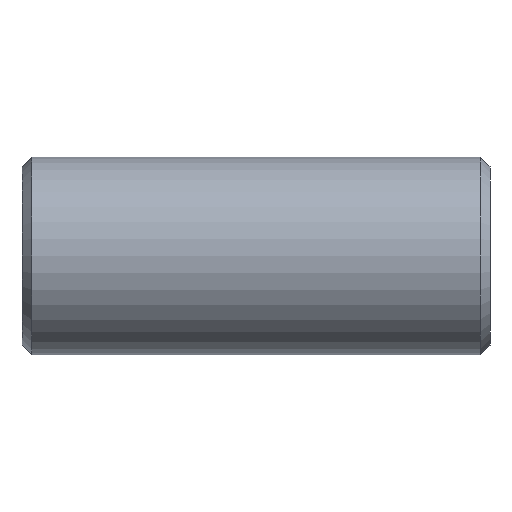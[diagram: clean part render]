
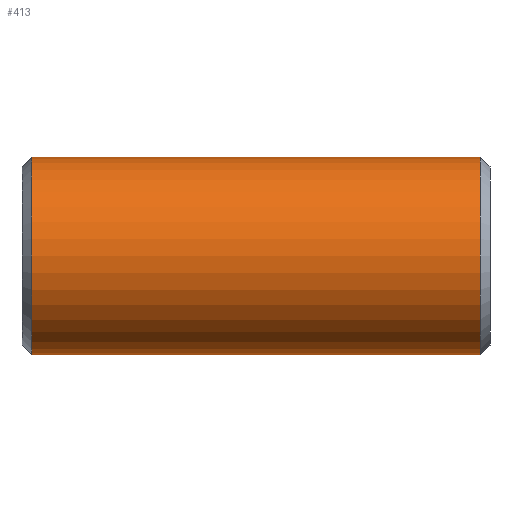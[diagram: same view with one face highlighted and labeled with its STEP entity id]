
A CAD part, front view. The second image highlights one B-rep face of the part: STEP entity #413.
In plain terms, the highlighted cylindrical face has radius 24.13 mm (diameter 48.26 mm), a partial arc.
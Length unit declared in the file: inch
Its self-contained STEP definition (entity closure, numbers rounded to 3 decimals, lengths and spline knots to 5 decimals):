
#19 = CARTESIAN_POINT ( 'NONE',  ( 2.15633, 0., 0.95 ) ) ;
#38 = CARTESIAN_POINT ( 'NONE',  ( 2.25, 0., 0.95 ) ) ;
#39 = VERTEX_POINT ( 'NONE', #180 ) ;
#61 = VECTOR ( 'NONE', #287, 39.37008 ) ;
#63 = DIRECTION ( 'NONE',  ( 1., 0., 0. ) ) ;
#73 = CYLINDRICAL_SURFACE ( 'NONE', #355, 0.95 ) ;
#75 = VECTOR ( 'NONE', #462, 39.37008 ) ;
#82 = FACE_OUTER_BOUND ( 'NONE', #550, .T. ) ;
#84 = VERTEX_POINT ( 'NONE', #133 ) ;
#98 = LINE ( 'NONE', #409, #75 ) ;
#110 = DIRECTION ( 'NONE',  ( 0., 0., 1. ) ) ;
#124 = CARTESIAN_POINT ( 'NONE',  ( 2.25, 0., -0.95 ) ) ;
#133 = CARTESIAN_POINT ( 'NONE',  ( -2.15633, 0., -0.95 ) ) ;
#163 = DIRECTION ( 'NONE',  ( 0., 0., 1. ) ) ;
#164 = ORIENTED_EDGE ( 'NONE', *, *, #212, .T. ) ;
#165 = CARTESIAN_POINT ( 'NONE',  ( 0., 0., -0.95 ) ) ;
#169 = LINE ( 'NONE', #38, #436 ) ;
#170 = VERTEX_POINT ( 'NONE', #572 ) ;
#180 = CARTESIAN_POINT ( 'NONE',  ( -2.15633, 0., 0.95 ) ) ;
#194 = CIRCLE ( 'NONE', #358, 0.95 ) ;
#204 = CARTESIAN_POINT ( 'NONE',  ( 2.25, 0., -0.95 ) ) ;
#206 = VERTEX_POINT ( 'NONE', #19 ) ;
#209 = ORIENTED_EDGE ( 'NONE', *, *, #506, .T. ) ;
#212 = EDGE_CURVE ( 'NONE', #39, #84, #194, .T. ) ;
#220 = DIRECTION ( 'NONE',  ( -1., 0., 0. ) ) ;
#245 = EDGE_CURVE ( 'NONE', #364, #84, #383, .T. ) ;
#258 = ORIENTED_EDGE ( 'NONE', *, *, #384, .T. ) ;
#262 = ORIENTED_EDGE ( 'NONE', *, *, #324, .F. ) ;
#287 = DIRECTION ( 'NONE',  ( -1., 0., 0. ) ) ;
#308 = CARTESIAN_POINT ( 'NONE',  ( 2.15633, 0., 0. ) ) ;
#314 = VECTOR ( 'NONE', #493, 39.37008 ) ;
#316 = ORIENTED_EDGE ( 'NONE', *, *, #245, .F. ) ;
#324 = EDGE_CURVE ( 'NONE', #440, #364, #486, .T. ) ;
#355 = AXIS2_PLACEMENT_3D ( 'NONE', #496, #438, #163 ) ;
#358 = AXIS2_PLACEMENT_3D ( 'NONE', #476, #63, #110 ) ;
#364 = VERTEX_POINT ( 'NONE', #165 ) ;
#365 = AXIS2_PLACEMENT_3D ( 'NONE', #308, #403, #393 ) ;
#383 = LINE ( 'NONE', #204, #61 ) ;
#384 = EDGE_CURVE ( 'NONE', #170, #39, #169, .T. ) ;
#393 = DIRECTION ( 'NONE',  ( 0., 0., -1. ) ) ;
#397 = EDGE_CURVE ( 'NONE', #440, #206, #425, .T. ) ;
#403 = DIRECTION ( 'NONE',  ( -1., 0., 0. ) ) ;
#409 = CARTESIAN_POINT ( 'NONE',  ( 2.25, 0., 0.95 ) ) ;
#413 = ADVANCED_FACE ( 'NONE', ( #82 ), #73, .T. ) ;
#425 = CIRCLE ( 'NONE', #365, 0.95 ) ;
#436 = VECTOR ( 'NONE', #220, 39.37008 ) ;
#438 = DIRECTION ( 'NONE',  ( -1., 0., 0. ) ) ;
#440 = VERTEX_POINT ( 'NONE', #465 ) ;
#462 = DIRECTION ( 'NONE',  ( -1., 0., 0. ) ) ;
#465 = CARTESIAN_POINT ( 'NONE',  ( 2.15633, 0., -0.95 ) ) ;
#476 = CARTESIAN_POINT ( 'NONE',  ( -2.15633, 0., 0. ) ) ;
#480 = ORIENTED_EDGE ( 'NONE', *, *, #397, .T. ) ;
#486 = LINE ( 'NONE', #124, #314 ) ;
#493 = DIRECTION ( 'NONE',  ( -1., 0., 0. ) ) ;
#496 = CARTESIAN_POINT ( 'NONE',  ( 2.25, 0., 0. ) ) ;
#506 = EDGE_CURVE ( 'NONE', #206, #170, #98, .T. ) ;
#550 = EDGE_LOOP ( 'NONE', ( #262, #480, #209, #258, #164, #316 ) ) ;
#572 = CARTESIAN_POINT ( 'NONE',  ( 0., 0., 0.95 ) ) ;
